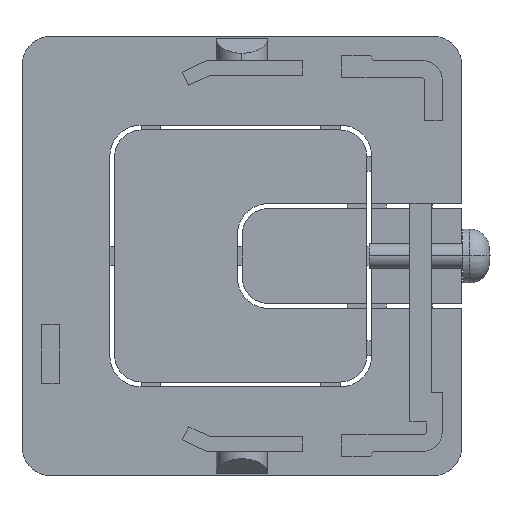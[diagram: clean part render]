
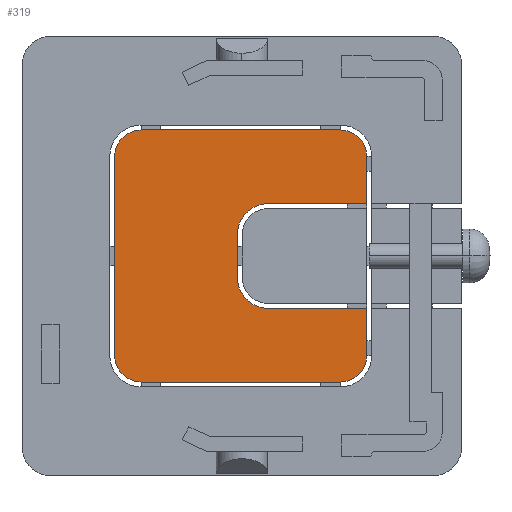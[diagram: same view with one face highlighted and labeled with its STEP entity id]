
A CAD part, left-side view. The second image highlights one B-rep face of the part: STEP entity #319.
In plain terms, the highlighted planar face has unit normal (-1, 0, 0).
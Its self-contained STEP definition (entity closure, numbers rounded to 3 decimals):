
#319=ADVANCED_FACE('',(#750),#751,.T.);
#750=FACE_OUTER_BOUND('',#1272,.T.);
#751=PLANE('',#1273);
#1272=EDGE_LOOP('',(#2326,#2327,#2328,#2329,#2330,#2331,#2332,#2333,#2334,#2335,#2336,#2337,#2338,#2339));
#1273=AXIS2_PLACEMENT_3D('',#2340,#2341,#2342);
#2326=ORIENTED_EDGE('',*,*,#3523,.T.);
#2327=ORIENTED_EDGE('',*,*,#3519,.F.);
#2328=ORIENTED_EDGE('',*,*,#3512,.T.);
#2329=ORIENTED_EDGE('',*,*,#3548,.F.);
#2330=ORIENTED_EDGE('',*,*,#3567,.F.);
#2331=ORIENTED_EDGE('',*,*,#3569,.T.);
#2332=ORIENTED_EDGE('',*,*,#3570,.F.);
#2333=ORIENTED_EDGE('',*,*,#3571,.T.);
#2334=ORIENTED_EDGE('',*,*,#3572,.F.);
#2335=ORIENTED_EDGE('',*,*,#3556,.F.);
#2336=ORIENTED_EDGE('',*,*,#3545,.T.);
#2337=ORIENTED_EDGE('',*,*,#3540,.F.);
#2338=ORIENTED_EDGE('',*,*,#3533,.T.);
#2339=ORIENTED_EDGE('',*,*,#3529,.F.);
#2340=CARTESIAN_POINT('',(0.0,-0.25,0.));
#2341=DIRECTION('',(-1.0,0.0,0.0));
#2342=DIRECTION('',(0.0,0.0,1.0));
#3512=EDGE_CURVE('',#4367,#4371,#4373,.T.);
#3519=EDGE_CURVE('',#4367,#4376,#4384,.T.);
#3523=EDGE_CURVE('',#4386,#4376,#4389,.T.);
#3529=EDGE_CURVE('',#4386,#4391,#4398,.T.);
#3533=EDGE_CURVE('',#4400,#4391,#4404,.T.);
#3540=EDGE_CURVE('',#4400,#4407,#4415,.T.);
#3545=EDGE_CURVE('',#4417,#4407,#4422,.T.);
#3548=EDGE_CURVE('',#4425,#4371,#4427,.T.);
#3556=EDGE_CURVE('',#4417,#4439,#4440,.T.);
#3567=EDGE_CURVE('',#4456,#4425,#4458,.T.);
#3569=EDGE_CURVE('',#4456,#4460,#4461,.T.);
#3570=EDGE_CURVE('',#4462,#4460,#4463,.T.);
#3571=EDGE_CURVE('',#4462,#4464,#4465,.T.);
#3572=EDGE_CURVE('',#4439,#4464,#4466,.T.);
#4367=VERTEX_POINT('',#5534);
#4371=VERTEX_POINT('',#5540);
#4373=CIRCLE('',#5543,2.7);
#4376=VERTEX_POINT('',#5546);
#4384=LINE('',#5559,#5560);
#4386=VERTEX_POINT('',#5562);
#4389=CIRCLE('',#5567,2.7);
#4391=VERTEX_POINT('',#5569);
#4398=LINE('',#5580,#5581);
#4400=VERTEX_POINT('',#5583);
#4404=CIRCLE('',#5589,2.7);
#4407=VERTEX_POINT('',#5592);
#4415=LINE('',#5605,#5606);
#4417=VERTEX_POINT('',#5608);
#4422=CIRCLE('',#5616,2.7);
#4425=VERTEX_POINT('',#5619);
#4427=LINE('',#5622,#5623);
#4439=VERTEX_POINT('',#5642);
#4440=LINE('',#5643,#5644);
#4456=VERTEX_POINT('',#5668);
#4458=LINE('',#5671,#5672);
#4460=VERTEX_POINT('',#5674);
#4461=CIRCLE('',#5675,3.2);
#4462=VERTEX_POINT('',#5676);
#4463=LINE('',#5677,#5678);
#4464=VERTEX_POINT('',#5679);
#4465=CIRCLE('',#5680,3.2);
#4466=LINE('',#5681,#5682);
#5534=CARTESIAN_POINT('',(0.0,-10.275,-12.85));
#5540=CARTESIAN_POINT('',(0.0,-12.975,-10.15));
#5543=AXIS2_PLACEMENT_3D('',#6479,#6480,#6481);
#5546=CARTESIAN_POINT('',(0.0,10.025,-12.85));
#5559=CARTESIAN_POINT('',(0.0,-10.275,-12.85));
#5560=VECTOR('',#6487,20.3);
#5562=CARTESIAN_POINT('',(0.0,12.725,-10.15));
#5567=AXIS2_PLACEMENT_3D('',#6490,#6491,#6492);
#5569=CARTESIAN_POINT('',(0.0,12.725,10.15));
#5580=CARTESIAN_POINT('',(0.0,12.725,-10.15));
#5581=VECTOR('',#6497,20.3);
#5583=CARTESIAN_POINT('',(0.0,10.025,12.85));
#5589=AXIS2_PLACEMENT_3D('',#6500,#6501,#6502);
#5592=CARTESIAN_POINT('',(0.0,-10.275,12.85));
#5605=CARTESIAN_POINT('',(0.0,10.025,12.85));
#5606=VECTOR('',#6508,20.3);
#5608=CARTESIAN_POINT('',(0.0,-12.975,10.15));
#5616=AXIS2_PLACEMENT_3D('',#6512,#6513,#6514);
#5619=CARTESIAN_POINT('',(0.0,-12.975,-5.35));
#5622=CARTESIAN_POINT('',(0.0,-12.975,-5.35));
#5623=VECTOR('',#6516,4.8);
#5642=CARTESIAN_POINT('',(0.0,-12.975,5.35));
#5643=CARTESIAN_POINT('',(0.0,-12.975,10.15));
#5644=VECTOR('',#6524,4.8);
#5668=CARTESIAN_POINT('',(0.0,-2.975,-5.35));
#5671=CARTESIAN_POINT('',(0.0,-2.975,-5.35));
#5672=VECTOR('',#6534,10.0);
#5674=CARTESIAN_POINT('',(0.0,0.225,-2.15));
#5675=AXIS2_PLACEMENT_3D('',#6535,#6536,#6537);
#5676=CARTESIAN_POINT('',(0.0,0.225,2.15));
#5677=CARTESIAN_POINT('',(0.0,0.225,2.15));
#5678=VECTOR('',#6538,4.3);
#5679=CARTESIAN_POINT('',(0.0,-2.975,5.35));
#5680=AXIS2_PLACEMENT_3D('',#6539,#6540,#6541);
#5681=CARTESIAN_POINT('',(0.0,-12.975,5.35));
#5682=VECTOR('',#6542,10.0);
#6479=CARTESIAN_POINT('',(0.0,-10.275,-10.15));
#6480=DIRECTION('',(-1.0,0.0,0.0));
#6481=DIRECTION('',(0.0,0.0,-1.0));
#6487=DIRECTION('',(0.0,1.0,0.0));
#6490=CARTESIAN_POINT('',(0.0,10.025,-10.15));
#6491=DIRECTION('',(-1.0,0.0,0.0));
#6492=DIRECTION('',(0.0,1.0,0.0));
#6497=DIRECTION('',(0.0,0.0,1.0));
#6500=CARTESIAN_POINT('',(0.0,10.025,10.15));
#6501=DIRECTION('',(-1.0,0.0,0.0));
#6502=DIRECTION('',(0.0,0.0,1.0));
#6508=DIRECTION('',(0.0,-1.0,0.0));
#6512=CARTESIAN_POINT('',(0.0,-10.275,10.15));
#6513=DIRECTION('',(-1.0,0.0,0.0));
#6514=DIRECTION('',(0.0,-1.0,0.0));
#6516=DIRECTION('',(0.0,0.0,-1.0));
#6524=DIRECTION('',(0.0,0.0,-1.0));
#6534=DIRECTION('',(0.0,-1.0,0.0));
#6535=CARTESIAN_POINT('',(0.0,-2.975,-2.15));
#6536=DIRECTION('',(1.0,0.0,0.0));
#6537=DIRECTION('',(0.0,0.0,-1.0));
#6538=DIRECTION('',(0.0,0.0,-1.0));
#6539=CARTESIAN_POINT('',(0.0,-2.975,2.15));
#6540=DIRECTION('',(1.0,0.0,0.0));
#6541=DIRECTION('',(0.0,1.0,0.0));
#6542=DIRECTION('',(0.0,1.0,0.0));
